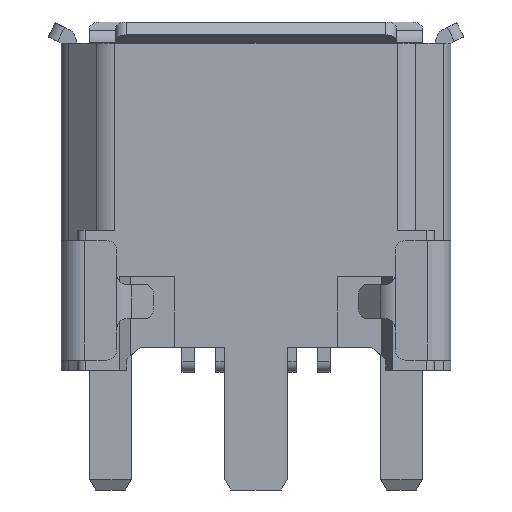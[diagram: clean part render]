
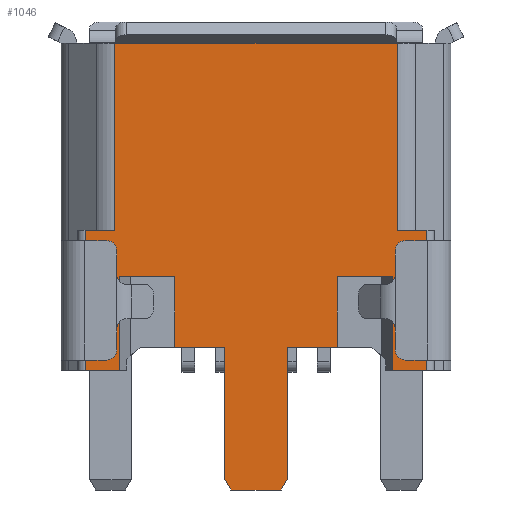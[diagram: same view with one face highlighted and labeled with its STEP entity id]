
A CAD part, front view. The second image highlights one B-rep face of the part: STEP entity #1046.
In plain terms, the highlighted planar face has unit normal (0, -1, 0).
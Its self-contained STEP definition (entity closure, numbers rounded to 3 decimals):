
#49 = VERTEX_POINT('',#50);
#50 = CARTESIAN_POINT('',(-2.72,-2.3,6.35));
#57 = EDGE_CURVE('',#49,#58,#60,.T.);
#58 = VERTEX_POINT('',#59);
#59 = CARTESIAN_POINT('',(-2.7,-2.3,6.35));
#60 = LINE('',#61,#62);
#61 = CARTESIAN_POINT('',(-2.72,-2.3,6.35));
#62 = VECTOR('',#63,1.);
#63 = DIRECTION('',(1.,0.,0.));
#174 = VERTEX_POINT('',#175);
#175 = CARTESIAN_POINT('',(2.7,-2.3,6.35));
#181 = EDGE_CURVE('',#182,#174,#184,.T.);
#182 = VERTEX_POINT('',#183);
#183 = CARTESIAN_POINT('',(2.72,-2.3,6.35));
#184 = LINE('',#185,#186);
#185 = CARTESIAN_POINT('',(2.72,-2.3,6.35));
#186 = VECTOR('',#187,1.);
#187 = DIRECTION('',(-1.,0.,0.));
#914 = EDGE_CURVE('',#58,#174,#915,.T.);
#915 = LINE('',#916,#917);
#916 = CARTESIAN_POINT('',(-2.7,-2.3,6.35));
#917 = VECTOR('',#918,1.);
#918 = DIRECTION('',(1.,0.,0.));
#1046 = ADVANCED_FACE('',(#1047),#1218,.T.);
#1047 = FACE_BOUND('',#1048,.T.);
#1048 = EDGE_LOOP('',(#1049,#1059,#1067,#1075,#1083,#1089,#1090,#1091,
    #1092,#1100,#1108,#1116,#1124,#1132,#1140,#1148,#1156,#1164,#1172,
    #1180,#1188,#1196,#1204,#1212));
#1049 = ORIENTED_EDGE('',*,*,#1050,.T.);
#1050 = EDGE_CURVE('',#1051,#1053,#1055,.T.);
#1051 = VERTEX_POINT('',#1052);
#1052 = CARTESIAN_POINT('',(2.622,-2.3,1.85));
#1053 = VERTEX_POINT('',#1054);
#1054 = CARTESIAN_POINT('',(2.622,-2.3,
    0.05));
#1055 = LINE('',#1056,#1057);
#1056 = CARTESIAN_POINT('',(2.622,-2.3,1.85));
#1057 = VECTOR('',#1058,1.);
#1058 = DIRECTION('',(0.,0.,-1.));
#1059 = ORIENTED_EDGE('',*,*,#1060,.T.);
#1060 = EDGE_CURVE('',#1053,#1061,#1063,.T.);
#1061 = VERTEX_POINT('',#1062);
#1062 = CARTESIAN_POINT('',(3.29,-2.3,0.05));
#1063 = LINE('',#1064,#1065);
#1064 = CARTESIAN_POINT('',(2.622,-2.3,
    0.05));
#1065 = VECTOR('',#1066,1.);
#1066 = DIRECTION('',(1.,0.,0.));
#1067 = ORIENTED_EDGE('',*,*,#1068,.T.);
#1068 = EDGE_CURVE('',#1061,#1069,#1071,.T.);
#1069 = VERTEX_POINT('',#1070);
#1070 = CARTESIAN_POINT('',(3.29,-2.3,2.75));
#1071 = LINE('',#1072,#1073);
#1072 = CARTESIAN_POINT('',(3.29,-2.3,0.05));
#1073 = VECTOR('',#1074,1.);
#1074 = DIRECTION('',(0.,0.,1.));
#1075 = ORIENTED_EDGE('',*,*,#1076,.F.);
#1076 = EDGE_CURVE('',#1077,#1069,#1079,.T.);
#1077 = VERTEX_POINT('',#1078);
#1078 = CARTESIAN_POINT('',(2.72,-2.3,2.75));
#1079 = LINE('',#1080,#1081);
#1080 = CARTESIAN_POINT('',(2.72,-2.3,2.75));
#1081 = VECTOR('',#1082,1.);
#1082 = DIRECTION('',(1.,0.,0.));
#1083 = ORIENTED_EDGE('',*,*,#1084,.F.);
#1084 = EDGE_CURVE('',#182,#1077,#1085,.T.);
#1085 = LINE('',#1086,#1087);
#1086 = CARTESIAN_POINT('',(2.72,-2.3,6.35));
#1087 = VECTOR('',#1088,1.);
#1088 = DIRECTION('',(0.,0.,-1.));
#1089 = ORIENTED_EDGE('',*,*,#181,.T.);
#1090 = ORIENTED_EDGE('',*,*,#914,.F.);
#1091 = ORIENTED_EDGE('',*,*,#57,.F.);
#1092 = ORIENTED_EDGE('',*,*,#1093,.T.);
#1093 = EDGE_CURVE('',#49,#1094,#1096,.T.);
#1094 = VERTEX_POINT('',#1095);
#1095 = CARTESIAN_POINT('',(-2.72,-2.3,2.75));
#1096 = LINE('',#1097,#1098);
#1097 = CARTESIAN_POINT('',(-2.72,-2.3,6.35));
#1098 = VECTOR('',#1099,1.);
#1099 = DIRECTION('',(0.,0.,-1.));
#1100 = ORIENTED_EDGE('',*,*,#1101,.T.);
#1101 = EDGE_CURVE('',#1094,#1102,#1104,.T.);
#1102 = VERTEX_POINT('',#1103);
#1103 = CARTESIAN_POINT('',(-3.29,-2.3,2.75));
#1104 = LINE('',#1105,#1106);
#1105 = CARTESIAN_POINT('',(-2.72,-2.3,2.75));
#1106 = VECTOR('',#1107,1.);
#1107 = DIRECTION('',(-1.,0.,0.));
#1108 = ORIENTED_EDGE('',*,*,#1109,.F.);
#1109 = EDGE_CURVE('',#1110,#1102,#1112,.T.);
#1110 = VERTEX_POINT('',#1111);
#1111 = CARTESIAN_POINT('',(-3.29,-2.3,0.05));
#1112 = LINE('',#1113,#1114);
#1113 = CARTESIAN_POINT('',(-3.29,-2.3,0.05));
#1114 = VECTOR('',#1115,1.);
#1115 = DIRECTION('',(0.,0.,1.));
#1116 = ORIENTED_EDGE('',*,*,#1117,.F.);
#1117 = EDGE_CURVE('',#1118,#1110,#1120,.T.);
#1118 = VERTEX_POINT('',#1119);
#1119 = CARTESIAN_POINT('',(-2.622,-2.3,
    0.05));
#1120 = LINE('',#1121,#1122);
#1121 = CARTESIAN_POINT('',(-2.622,-2.3,
    0.05));
#1122 = VECTOR('',#1123,1.);
#1123 = DIRECTION('',(-1.,0.,0.));
#1124 = ORIENTED_EDGE('',*,*,#1125,.T.);
#1125 = EDGE_CURVE('',#1118,#1126,#1128,.T.);
#1126 = VERTEX_POINT('',#1127);
#1127 = CARTESIAN_POINT('',(-2.622,-2.3,1.85));
#1128 = LINE('',#1129,#1130);
#1129 = CARTESIAN_POINT('',(-2.622,-2.3,
    0.05));
#1130 = VECTOR('',#1131,1.);
#1131 = DIRECTION('',(0.,0.,1.));
#1132 = ORIENTED_EDGE('',*,*,#1133,.T.);
#1133 = EDGE_CURVE('',#1126,#1134,#1136,.T.);
#1134 = VERTEX_POINT('',#1135);
#1135 = CARTESIAN_POINT('',(-1.56,-2.3,1.85));
#1136 = LINE('',#1137,#1138);
#1137 = CARTESIAN_POINT('',(-2.622,-2.3,1.85));
#1138 = VECTOR('',#1139,1.);
#1139 = DIRECTION('',(1.,0.,0.));
#1140 = ORIENTED_EDGE('',*,*,#1141,.T.);
#1141 = EDGE_CURVE('',#1134,#1142,#1144,.T.);
#1142 = VERTEX_POINT('',#1143);
#1143 = CARTESIAN_POINT('',(-1.56,-2.3,0.5));
#1144 = LINE('',#1145,#1146);
#1145 = CARTESIAN_POINT('',(-1.56,-2.3,1.85));
#1146 = VECTOR('',#1147,1.);
#1147 = DIRECTION('',(0.,0.,-1.));
#1148 = ORIENTED_EDGE('',*,*,#1149,.T.);
#1149 = EDGE_CURVE('',#1142,#1150,#1152,.T.);
#1150 = VERTEX_POINT('',#1151);
#1151 = CARTESIAN_POINT('',(-0.6,-2.3,0.5));
#1152 = LINE('',#1153,#1154);
#1153 = CARTESIAN_POINT('',(-1.56,-2.3,0.5));
#1154 = VECTOR('',#1155,1.);
#1155 = DIRECTION('',(1.,0.,0.));
#1156 = ORIENTED_EDGE('',*,*,#1157,.T.);
#1157 = EDGE_CURVE('',#1150,#1158,#1160,.T.);
#1158 = VERTEX_POINT('',#1159);
#1159 = CARTESIAN_POINT('',(-0.6,-2.3,
    -2.05));
#1160 = LINE('',#1161,#1162);
#1161 = CARTESIAN_POINT('',(-0.6,-2.3,0.5));
#1162 = VECTOR('',#1163,1.);
#1163 = DIRECTION('',(0.,0.,-1.));
#1164 = ORIENTED_EDGE('',*,*,#1165,.T.);
#1165 = EDGE_CURVE('',#1158,#1166,#1168,.T.);
#1166 = VERTEX_POINT('',#1167);
#1167 = CARTESIAN_POINT('',(-0.485,-2.3,-2.25));
#1168 = LINE('',#1169,#1170);
#1169 = CARTESIAN_POINT('',(-0.6,-2.3,
    -2.05));
#1170 = VECTOR('',#1171,1.);
#1171 = DIRECTION('',(0.5,0.,-0.866));
#1172 = ORIENTED_EDGE('',*,*,#1173,.T.);
#1173 = EDGE_CURVE('',#1166,#1174,#1176,.T.);
#1174 = VERTEX_POINT('',#1175);
#1175 = CARTESIAN_POINT('',(0.485,-2.3,-2.25));
#1176 = LINE('',#1177,#1178);
#1177 = CARTESIAN_POINT('',(-0.485,-2.3,-2.25));
#1178 = VECTOR('',#1179,1.);
#1179 = DIRECTION('',(1.,0.,0.));
#1180 = ORIENTED_EDGE('',*,*,#1181,.T.);
#1181 = EDGE_CURVE('',#1174,#1182,#1184,.T.);
#1182 = VERTEX_POINT('',#1183);
#1183 = CARTESIAN_POINT('',(0.6,-2.3,-2.05));
#1184 = LINE('',#1185,#1186);
#1185 = CARTESIAN_POINT('',(0.485,-2.3,-2.25));
#1186 = VECTOR('',#1187,1.);
#1187 = DIRECTION('',(0.5,0.,0.866));
#1188 = ORIENTED_EDGE('',*,*,#1189,.T.);
#1189 = EDGE_CURVE('',#1182,#1190,#1192,.T.);
#1190 = VERTEX_POINT('',#1191);
#1191 = CARTESIAN_POINT('',(0.6,-2.3,0.5));
#1192 = LINE('',#1193,#1194);
#1193 = CARTESIAN_POINT('',(0.6,-2.3,-2.05));
#1194 = VECTOR('',#1195,1.);
#1195 = DIRECTION('',(0.,0.,1.));
#1196 = ORIENTED_EDGE('',*,*,#1197,.T.);
#1197 = EDGE_CURVE('',#1190,#1198,#1200,.T.);
#1198 = VERTEX_POINT('',#1199);
#1199 = CARTESIAN_POINT('',(1.56,-2.3,0.5));
#1200 = LINE('',#1201,#1202);
#1201 = CARTESIAN_POINT('',(0.6,-2.3,0.5));
#1202 = VECTOR('',#1203,1.);
#1203 = DIRECTION('',(1.,0.,0.));
#1204 = ORIENTED_EDGE('',*,*,#1205,.F.);
#1205 = EDGE_CURVE('',#1206,#1198,#1208,.T.);
#1206 = VERTEX_POINT('',#1207);
#1207 = CARTESIAN_POINT('',(1.56,-2.3,1.85));
#1208 = LINE('',#1209,#1210);
#1209 = CARTESIAN_POINT('',(1.56,-2.3,1.85));
#1210 = VECTOR('',#1211,1.);
#1211 = DIRECTION('',(0.,0.,-1.));
#1212 = ORIENTED_EDGE('',*,*,#1213,.T.);
#1213 = EDGE_CURVE('',#1206,#1051,#1214,.T.);
#1214 = LINE('',#1215,#1216);
#1215 = CARTESIAN_POINT('',(1.56,-2.3,1.85));
#1216 = VECTOR('',#1217,1.);
#1217 = DIRECTION('',(1.,0.,0.));
#1218 = PLANE('',#1219);
#1219 = AXIS2_PLACEMENT_3D('',#1220,#1221,#1222);
#1220 = CARTESIAN_POINT('',(-2.72,-2.3,6.35));
#1221 = DIRECTION('',(0.,-1.,0.));
#1222 = DIRECTION('',(0.,0.,-1.));
